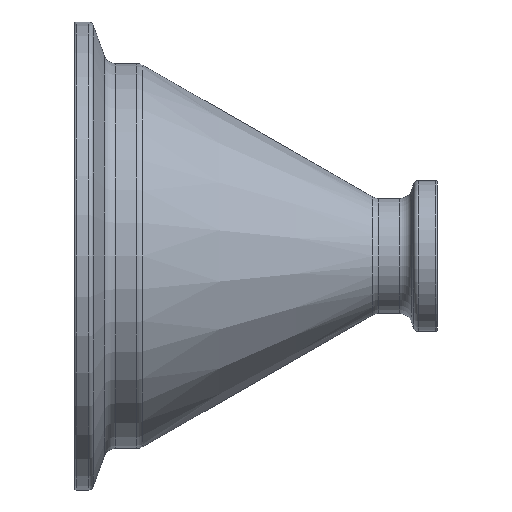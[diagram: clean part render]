
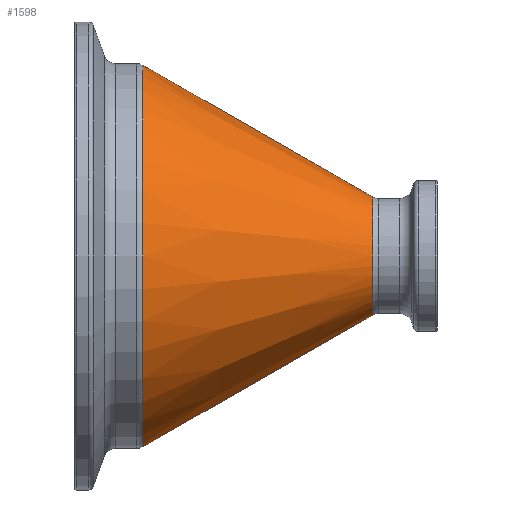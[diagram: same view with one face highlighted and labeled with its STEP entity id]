
A CAD part, front view. The second image highlights one B-rep face of the part: STEP entity #1598.
In plain terms, the highlighted conical face has half-angle 29.817 degrees and reference radius 9.79 mm.
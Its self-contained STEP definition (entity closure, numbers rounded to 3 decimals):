
#13 = CONICAL_SURFACE ( 'NONE', #384, 9.79, 0.52 ) ;
#24 = ORIENTED_EDGE ( 'NONE', *, *, #868, .T. ) ;
#62 = EDGE_CURVE ( 'NONE', #661, #368, #166, .T. ) ;
#86 = DIRECTION ( 'NONE',  ( -0.868, 0., -0.497 ) ) ;
#158 = CARTESIAN_POINT ( 'NONE',  ( 49.322, 0., -9.79 ) ) ;
#166 = CIRCLE ( 'NONE', #381, 31.61 ) ;
#228 = DIRECTION ( 'NONE',  ( 0., 0., 1. ) ) ;
#239 = CIRCLE ( 'NONE', #1591, 9.79 ) ;
#291 = VERTEX_POINT ( 'NONE', #377 ) ;
#356 = FACE_OUTER_BOUND ( 'NONE', #819, .T. ) ;
#368 = VERTEX_POINT ( 'NONE', #754 ) ;
#377 = CARTESIAN_POINT ( 'NONE',  ( 49.322, 0., 9.79 ) ) ;
#381 = AXIS2_PLACEMENT_3D ( 'NONE', #677, #552, #1101 ) ;
#384 = AXIS2_PLACEMENT_3D ( 'NONE', #874, #1432, #228 ) ;
#431 = ORIENTED_EDGE ( 'NONE', *, *, #62, .F. ) ;
#552 = DIRECTION ( 'NONE',  ( -1., 0., 0. ) ) ;
#597 = LINE ( 'NONE', #1293, #723 ) ;
#661 = VERTEX_POINT ( 'NONE', #1366 ) ;
#677 = CARTESIAN_POINT ( 'NONE',  ( 11.247, 0., 0. ) ) ;
#723 = VECTOR ( 'NONE', #837, 1000. ) ;
#754 = CARTESIAN_POINT ( 'NONE',  ( 11.247, 0., 31.61 ) ) ;
#819 = EDGE_LOOP ( 'NONE', ( #1442, #24, #957, #431 ) ) ;
#837 = DIRECTION ( 'NONE',  ( -0.868, 0., 0.497 ) ) ;
#868 = EDGE_CURVE ( 'NONE', #1644, #291, #239, .T. ) ;
#874 = CARTESIAN_POINT ( 'NONE',  ( 49.322, 0., 0. ) ) ;
#955 = EDGE_CURVE ( 'NONE', #291, #368, #597, .T. ) ;
#957 = ORIENTED_EDGE ( 'NONE', *, *, #955, .T. ) ;
#985 = EDGE_CURVE ( 'NONE', #1644, #661, #1552, .T. ) ;
#1101 = DIRECTION ( 'NONE',  ( 0., 0., 1. ) ) ;
#1106 = CARTESIAN_POINT ( 'NONE',  ( 49.322, 0., 0. ) ) ;
#1126 = DIRECTION ( 'NONE',  ( 0., 0., 1. ) ) ;
#1144 = CARTESIAN_POINT ( 'NONE',  ( 49.322, 0., -9.79 ) ) ;
#1192 = VECTOR ( 'NONE', #86, 1000. ) ;
#1293 = CARTESIAN_POINT ( 'NONE',  ( 49.322, 0., 9.79 ) ) ;
#1366 = CARTESIAN_POINT ( 'NONE',  ( 11.247, 0., -31.61 ) ) ;
#1432 = DIRECTION ( 'NONE',  ( -1., 0., 0. ) ) ;
#1442 = ORIENTED_EDGE ( 'NONE', *, *, #985, .F. ) ;
#1552 = LINE ( 'NONE', #1144, #1192 ) ;
#1591 = AXIS2_PLACEMENT_3D ( 'NONE', #1106, #1643, #1126 ) ;
#1598 = ADVANCED_FACE ( 'NONE', ( #356 ), #13, .T. ) ;
#1643 = DIRECTION ( 'NONE',  ( -1., 0., 0. ) ) ;
#1644 = VERTEX_POINT ( 'NONE', #158 ) ;
